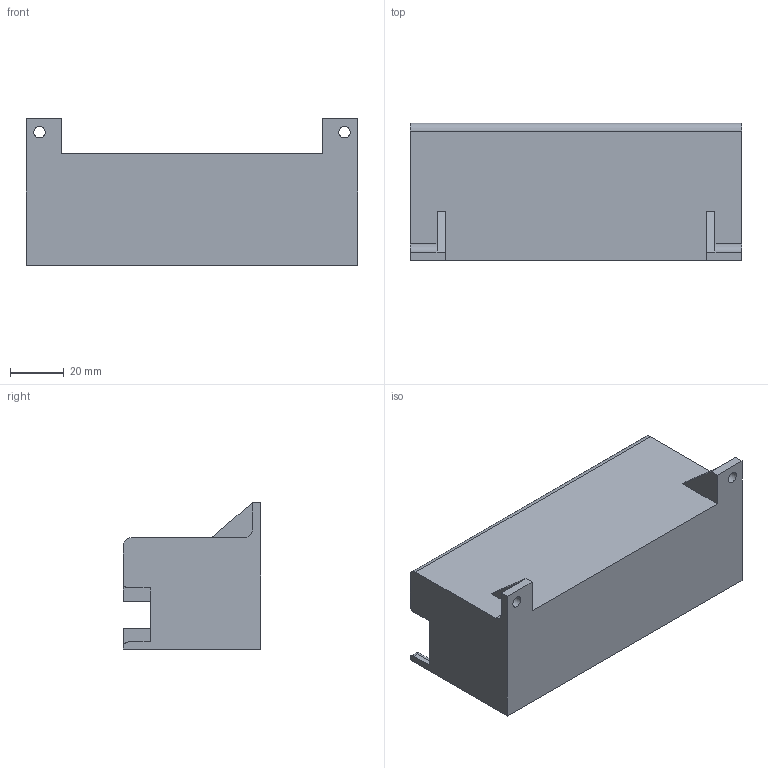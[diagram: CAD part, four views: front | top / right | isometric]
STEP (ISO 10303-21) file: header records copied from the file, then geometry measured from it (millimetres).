
FILE_DESCRIPTION(/* description */ ('NONE'),/* implementation_level */ '2;1');
FILE_NAME(/* name */ '',/* time_stamp */ '2025-10-29T18:30:21+03:00',/* author */ ('Phantom_HP2'),/* organization */ (''),/* preprocessor_version */ 'ST-DEVELOPER v20.1',/* originating_system */ 'Autodesk Inventor 2026',/* authorisation */ '');
FILE_SCHEMA (('AUTOMOTIVE_DESIGN { 1 0 10303 214 3 1 1 }'));
Length unit declared in the file: millimetre
Products named in the file (1): крепл аккума 
25-26 2
Bounding box: 123.01 x 51 x 54.34 mm (x, y, z)
Volume: 66492.3 mm3; surface area: 30630.1 mm2
Topology: 1 solids, 1 shells, 60 faces, 165 edges, 107 vertices
Faces by surface type: plane 34, cylinder 19, bspline 7
Full cylindrical faces by diameter (mm): 4.2 x2
Entity records: 1983 total; most frequent: CARTESIAN_POINT 382, ORIENTED_EDGE 330, DIRECTION 324, EDGE_CURVE 165, LINE 114, VECTOR 114, VERTEX_POINT 107, AXIS2_PLACEMENT_3D 105
